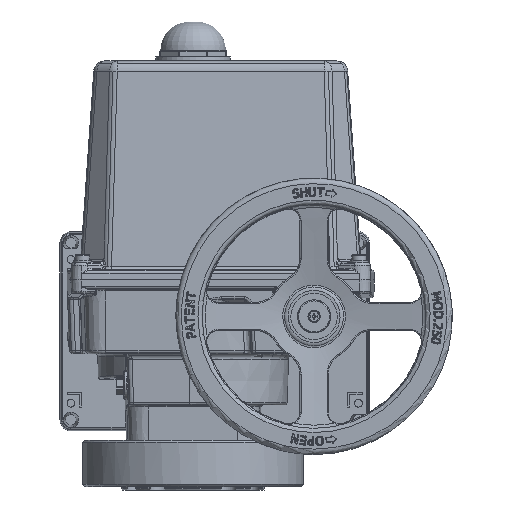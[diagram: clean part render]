
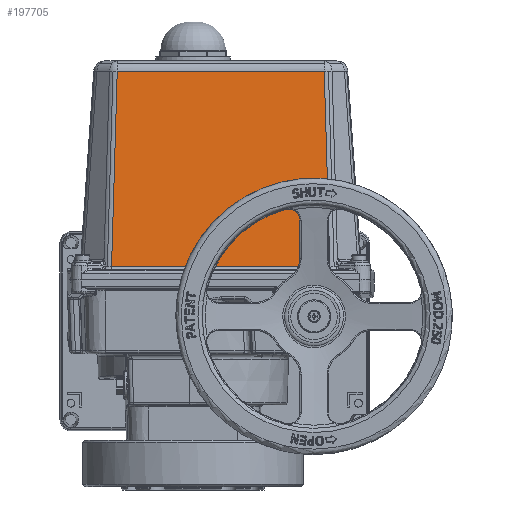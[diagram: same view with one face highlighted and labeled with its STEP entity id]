
A CAD part, left-side view. The second image highlights one B-rep face of the part: STEP entity #197705.
In plain terms, the highlighted planar face has unit normal (-0.998, 0, 0.07).
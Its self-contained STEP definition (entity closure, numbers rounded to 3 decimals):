
#184167=CARTESIAN_POINT('',(-100.676,73.717,198.791));
#184168=VERTEX_POINT('',#184167);
#185246=CARTESIAN_POINT('',(-100.676,-123.717,198.791));
#185247=VERTEX_POINT('',#185246);
#194935=CARTESIAN_POINT('',(-100.676,-123.717,198.791));
#194936=DIRECTION('',(-0.,1.,0.));
#194937=VECTOR('',#194936,197.435);
#194938=LINE('',#194935,#194937);
#194939=EDGE_CURVE('',#185247,#184168,#194938,.T.);
#195482=CARTESIAN_POINT('',(-88.305,68.593,375.698));
#195483=VERTEX_POINT('',#195482);
#195484=CARTESIAN_POINT('',(-100.676,73.717,198.791));
#195485=DIRECTION('',(0.07,-0.029,0.997));
#195486=VECTOR('',#195485,177.413);
#195487=LINE('',#195484,#195486);
#195488=EDGE_CURVE('',#184168,#195483,#195487,.T.);
#196142=CARTESIAN_POINT('',(-88.305,-118.593,375.698));
#196143=VERTEX_POINT('',#196142);
#197684=CARTESIAN_POINT('',(-101.5,-128.191,187.));
#197685=DIRECTION('',(-0.998,-0.,0.07));
#197686=DIRECTION('',(0.,-1.,-0.));
#197687=AXIS2_PLACEMENT_3D('',#197684,#197685,#197686);
#197688=PLANE('',#197687);
#197689=ORIENTED_EDGE('',*,*,#194939,.F.);
#197690=CARTESIAN_POINT('',(-88.305,-118.593,375.698));
#197691=DIRECTION('',(-0.07,-0.029,-0.997));
#197692=VECTOR('',#197691,177.413);
#197693=LINE('',#197690,#197692);
#197694=EDGE_CURVE('',#196143,#185247,#197693,.T.);
#197695=ORIENTED_EDGE('',*,*,#197694,.F.);
#197696=CARTESIAN_POINT('',(-88.305,68.593,375.698));
#197697=DIRECTION('',(0.,-1.,-0.));
#197698=VECTOR('',#197697,187.187);
#197699=LINE('',#197696,#197698);
#197700=EDGE_CURVE('',#195483,#196143,#197699,.T.);
#197701=ORIENTED_EDGE('',*,*,#197700,.F.);
#197702=ORIENTED_EDGE('',*,*,#195488,.F.);
#197703=EDGE_LOOP('',(#197689,#197695,#197701,#197702));
#197704=FACE_BOUND('',#197703,.T.);
#197705=ADVANCED_FACE('',(#197704),#197688,.T.);
